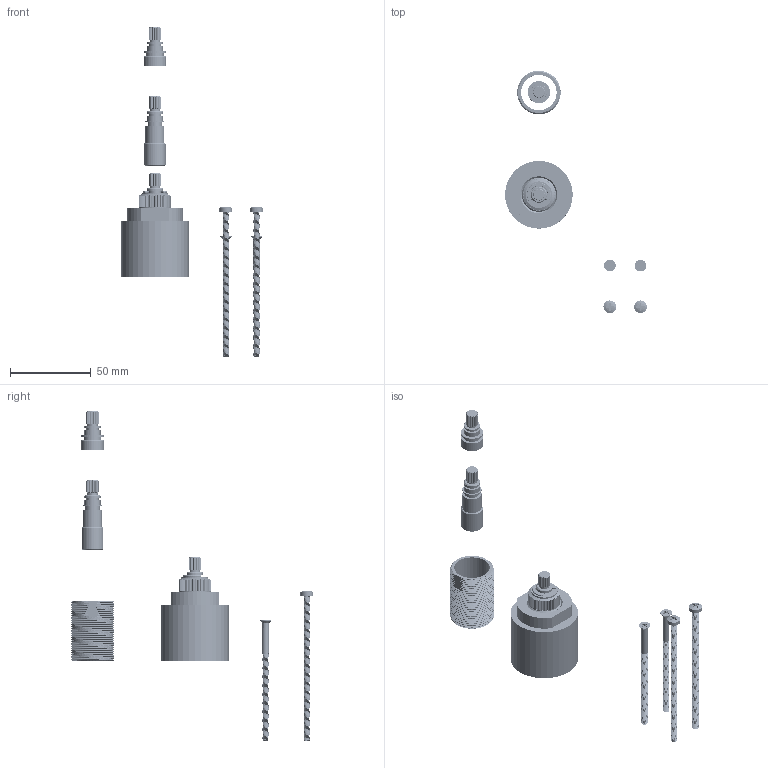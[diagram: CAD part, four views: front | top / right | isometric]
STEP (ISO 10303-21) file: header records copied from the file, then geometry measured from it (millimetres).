
FILE_DESCRIPTION((''),'2;1');
FILE_NAME('20-146_','2025-04-22T01:08:13',('SwamiS'),(''),'CREO PARAMETRIC BY PTC INC, 2023134','CREO PARAMETRIC BY PTC INC, 2023134','');
FILE_SCHEMA(('CONFIG_CONTROL_DESIGN'));
Length unit declared in the file: inch
Products named in the file (1): 20-146_
Bounding box: 88.09 x 150.58 x 204.32 mm (x, y, z)
Volume: 50755.5 mm3; surface area: 33374.1 mm2
Topology: 8 solids, 8 shells, 2011 faces, 5549 edges, 3587 vertices
Faces by surface type: cylinder 1042, plane 437, bspline 387, cone 107, torus 34, sphere 4
Entity records: 246923 total; most frequent: CARTESIAN_POINT 201664, ORIENTED_EDGE 11098, DIRECTION 6800, EDGE_CURVE 5549, VERTEX_POINT 3587, B_SPLINE_CURVE_WITH_KNOTS 2685, AXIS2_PLACEMENT_3D 2312, VECTOR 2176
